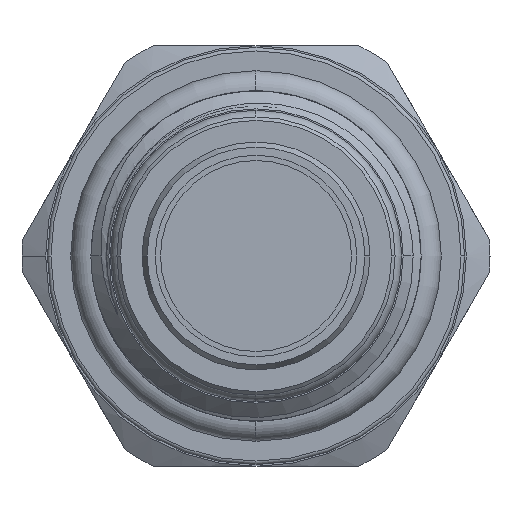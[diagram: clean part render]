
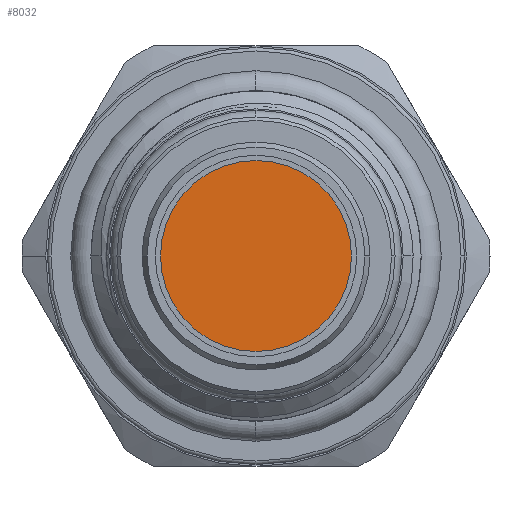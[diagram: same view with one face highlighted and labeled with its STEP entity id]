
A CAD part, left-side view. The second image highlights one B-rep face of the part: STEP entity #8032.
In plain terms, the highlighted planar face has unit normal (-1, 0, 0).
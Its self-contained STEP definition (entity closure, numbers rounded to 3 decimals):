
#102 = CARTESIAN_POINT ( 'NONE',  ( -24.257, 0., 0. ) ) ;
#106 = PLANE ( 'NONE',  #6015 ) ;
#108 = DIRECTION ( 'NONE',  ( 0., 0., -1. ) ) ;
#109 = DIRECTION ( 'NONE',  ( 1., 0., 0. ) ) ;
#1086 = CARTESIAN_POINT ( 'NONE',  ( -24.257, 0., 0. ) ) ;
#1091 = DIRECTION ( 'NONE',  ( 0., 0., -1. ) ) ;
#1092 = DIRECTION ( 'NONE',  ( -1., 0., 0. ) ) ;
#5410 = CARTESIAN_POINT ( 'NONE',  ( -24.257, 5.5, 0. ) ) ;
#5538 = CARTESIAN_POINT ( 'NONE',  ( -24.257, -5.5, 0. ) ) ;
#5821 = AXIS2_PLACEMENT_3D ( 'NONE', #6425, #6424, #6433 ) ;
#6015 = AXIS2_PLACEMENT_3D ( 'NONE', #102, #109, #108 ) ;
#6177 = AXIS2_PLACEMENT_3D ( 'NONE', #1086, #1092, #1091 ) ;
#6260 = EDGE_CURVE ( 'NONE', #8787, #8932, #7083, .T. ) ;
#6424 = DIRECTION ( 'NONE',  ( -1., 0., 0. ) ) ;
#6425 = CARTESIAN_POINT ( 'NONE',  ( -24.257, 0., 0. ) ) ;
#6433 = DIRECTION ( 'NONE',  ( 0., 0., -1. ) ) ;
#7083 = CIRCLE ( 'NONE', #6177, 5.5 ) ;
#7676 = FACE_OUTER_BOUND ( 'NONE', #8451, .T. ) ;
#8032 = ADVANCED_FACE ( 'NONE', ( #7676 ), #106, .F. ) ;
#8451 = EDGE_LOOP ( 'NONE', ( #9334, #9342 ) ) ;
#8787 = VERTEX_POINT ( 'NONE', #5410 ) ;
#8932 = VERTEX_POINT ( 'NONE', #5538 ) ;
#9334 = ORIENTED_EDGE ( 'NONE', *, *, #11649, .T. ) ;
#9342 = ORIENTED_EDGE ( 'NONE', *, *, #6260, .T. ) ;
#11649 = EDGE_CURVE ( 'NONE', #8932, #8787, #11738, .T. ) ;
#11738 = CIRCLE ( 'NONE', #5821, 5.5 ) ;
